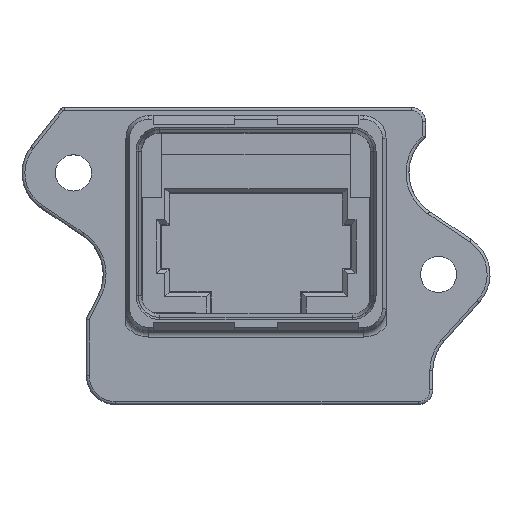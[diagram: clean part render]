
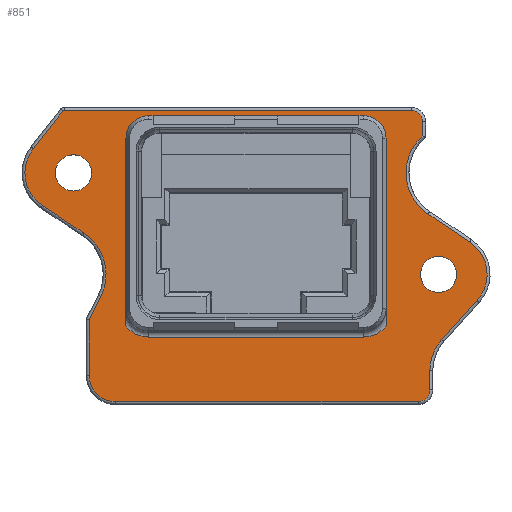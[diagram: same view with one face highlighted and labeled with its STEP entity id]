
A CAD part, top view. The second image highlights one B-rep face of the part: STEP entity #851.
In plain terms, the highlighted planar face has unit normal (0, 0, 1).
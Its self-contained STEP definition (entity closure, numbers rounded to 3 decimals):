
#171=FACE_BOUND('',#2377,.T.);
#172=FACE_BOUND('',#2378,.T.);
#173=FACE_BOUND('',#2379,.T.);
#174=FACE_BOUND('',#2380,.T.);
#355=CIRCLE('',#10861,1.25);
#357=CIRCLE('',#10864,1.25);
#400=CIRCLE('',#10952,1.55);
#406=CIRCLE('',#10963,1.55);
#407=CIRCLE('',#10965,1.95);
#408=CIRCLE('',#10966,1.95);
#409=CIRCLE('',#10967,0.8);
#410=CIRCLE('',#10968,0.1);
#411=CIRCLE('',#10969,2.7);
#412=CIRCLE('',#10970,3.4);
#413=CIRCLE('',#10971,1.8);
#414=CIRCLE('',#10972,0.8);
#415=CIRCLE('',#10973,3.2);
#416=CIRCLE('',#10974,2.7);
#417=CIRCLE('',#10975,3.4);
#851=ADVANCED_FACE('',(#171,#172,#173,#174),#1344,.F.);
#1344=PLANE('',#10976);
#2377=EDGE_LOOP('',(#4684));
#2378=EDGE_LOOP('',(#4685));
#2379=EDGE_LOOP('',(#4686,#4687,#4688,#4689,#4690,#4691,#4692,#4693));
#2380=EDGE_LOOP('',(#4694,#4695,#4696,#4697,#4698,#4699,#4700,#4701,#4702,
#4703,#4704,#4705,#4706,#4707,#4708,#4709,#4710,#4711,#4712));
#4684=ORIENTED_EDGE('',*,*,#7375,.F.);
#4685=ORIENTED_EDGE('',*,*,#7377,.F.);
#4686=ORIENTED_EDGE('',*,*,#7634,.T.);
#4687=ORIENTED_EDGE('',*,*,#7646,.T.);
#4688=ORIENTED_EDGE('',*,*,#7647,.T.);
#4689=ORIENTED_EDGE('',*,*,#7648,.T.);
#4690=ORIENTED_EDGE('',*,*,#7640,.T.);
#4691=ORIENTED_EDGE('',*,*,#7645,.T.);
#4692=ORIENTED_EDGE('',*,*,#7555,.T.);
#4693=ORIENTED_EDGE('',*,*,#7630,.T.);
#4694=ORIENTED_EDGE('',*,*,#7649,.T.);
#4695=ORIENTED_EDGE('',*,*,#7650,.T.);
#4696=ORIENTED_EDGE('',*,*,#7651,.T.);
#4697=ORIENTED_EDGE('',*,*,#7652,.T.);
#4698=ORIENTED_EDGE('',*,*,#7653,.T.);
#4699=ORIENTED_EDGE('',*,*,#7654,.T.);
#4700=ORIENTED_EDGE('',*,*,#7655,.T.);
#4701=ORIENTED_EDGE('',*,*,#7656,.T.);
#4702=ORIENTED_EDGE('',*,*,#7657,.T.);
#4703=ORIENTED_EDGE('',*,*,#7658,.T.);
#4704=ORIENTED_EDGE('',*,*,#7659,.T.);
#4705=ORIENTED_EDGE('',*,*,#7660,.T.);
#4706=ORIENTED_EDGE('',*,*,#7661,.T.);
#4707=ORIENTED_EDGE('',*,*,#7662,.T.);
#4708=ORIENTED_EDGE('',*,*,#7663,.T.);
#4709=ORIENTED_EDGE('',*,*,#7664,.T.);
#4710=ORIENTED_EDGE('',*,*,#7665,.T.);
#4711=ORIENTED_EDGE('',*,*,#7666,.T.);
#4712=ORIENTED_EDGE('',*,*,#7667,.T.);
#6112=VERTEX_POINT('',#15825);
#6114=VERTEX_POINT('',#15830);
#6263=VERTEX_POINT('',#16186);
#6264=VERTEX_POINT('',#16188);
#6328=VERTEX_POINT('',#16335);
#6331=VERTEX_POINT('',#16346);
#6334=VERTEX_POINT('',#16359);
#6335=VERTEX_POINT('',#16360);
#6337=VERTEX_POINT('',#16373);
#6338=VERTEX_POINT('',#16375);
#6339=VERTEX_POINT('',#16378);
#6340=VERTEX_POINT('',#16379);
#6341=VERTEX_POINT('',#16381);
#6342=VERTEX_POINT('',#16383);
#6343=VERTEX_POINT('',#16385);
#6344=VERTEX_POINT('',#16387);
#6345=VERTEX_POINT('',#16389);
#6346=VERTEX_POINT('',#16391);
#6347=VERTEX_POINT('',#16393);
#6348=VERTEX_POINT('',#16395);
#6349=VERTEX_POINT('',#16397);
#6350=VERTEX_POINT('',#16399);
#6351=VERTEX_POINT('',#16401);
#6352=VERTEX_POINT('',#16403);
#6353=VERTEX_POINT('',#16405);
#6354=VERTEX_POINT('',#16407);
#6355=VERTEX_POINT('',#16409);
#6356=VERTEX_POINT('',#16411);
#6357=VERTEX_POINT('',#16413);
#7375=EDGE_CURVE('',#6112,#6112,#355,.T.);
#7377=EDGE_CURVE('',#6114,#6114,#357,.T.);
#7555=EDGE_CURVE('',#6264,#6263,#8909,.T.);
#7630=EDGE_CURVE('',#6263,#6328,#400,.T.);
#7634=EDGE_CURVE('',#6328,#6331,#8975,.T.);
#7640=EDGE_CURVE('',#6334,#6335,#8977,.T.);
#7645=EDGE_CURVE('',#6335,#6264,#406,.T.);
#7646=EDGE_CURVE('',#6331,#6337,#407,.T.);
#7647=EDGE_CURVE('',#6337,#6338,#8980,.T.);
#7648=EDGE_CURVE('',#6338,#6334,#408,.T.);
#7649=EDGE_CURVE('',#6339,#6340,#409,.T.);
#7650=EDGE_CURVE('',#6340,#6341,#8981,.T.);
#7651=EDGE_CURVE('',#6341,#6342,#410,.T.);
#7652=EDGE_CURVE('',#6342,#6343,#8982,.T.);
#7653=EDGE_CURVE('',#6343,#6344,#411,.T.);
#7654=EDGE_CURVE('',#6344,#6345,#8983,.T.);
#7655=EDGE_CURVE('',#6345,#6346,#412,.T.);
#7656=EDGE_CURVE('',#6346,#6347,#8984,.T.);
#7657=EDGE_CURVE('',#6347,#6348,#8985,.T.);
#7658=EDGE_CURVE('',#6348,#6349,#413,.T.);
#7659=EDGE_CURVE('',#6349,#6350,#8986,.T.);
#7660=EDGE_CURVE('',#6350,#6351,#414,.T.);
#7661=EDGE_CURVE('',#6351,#6352,#8987,.T.);
#7662=EDGE_CURVE('',#6352,#6353,#415,.T.);
#7663=EDGE_CURVE('',#6353,#6354,#8988,.T.);
#7664=EDGE_CURVE('',#6354,#6355,#416,.T.);
#7665=EDGE_CURVE('',#6355,#6356,#8989,.T.);
#7666=EDGE_CURVE('',#6356,#6357,#417,.T.);
#7667=EDGE_CURVE('',#6357,#6339,#8990,.T.);
#8909=LINE('',#16187,#10150);
#8975=LINE('',#16347,#10216);
#8977=LINE('',#16358,#10218);
#8980=LINE('',#16374,#10221);
#8981=LINE('',#16380,#10222);
#8982=LINE('',#16384,#10223);
#8983=LINE('',#16388,#10224);
#8984=LINE('',#16392,#10225);
#8985=LINE('',#16394,#10226);
#8986=LINE('',#16398,#10227);
#8987=LINE('',#16402,#10228);
#8988=LINE('',#16406,#10229);
#8989=LINE('',#16410,#10230);
#8990=LINE('',#16414,#10231);
#10150=VECTOR('',#13134,1.);
#10216=VECTOR('',#13244,1.);
#10218=VECTOR('',#13260,1.);
#10221=VECTOR('',#13273,1.);
#10222=VECTOR('',#13278,1.);
#10223=VECTOR('',#13281,1.);
#10224=VECTOR('',#13284,1.);
#10225=VECTOR('',#13287,1.);
#10226=VECTOR('',#13288,1.);
#10227=VECTOR('',#13291,1.);
#10228=VECTOR('',#13294,1.);
#10229=VECTOR('',#13297,1.);
#10230=VECTOR('',#13300,1.);
#10231=VECTOR('',#13303,1.);
#10861=AXIS2_PLACEMENT_3D('',#15824,#12852,#12853);
#10864=AXIS2_PLACEMENT_3D('',#15829,#12858,#12859);
#10952=AXIS2_PLACEMENT_3D('',#16336,#13238,#13239);
#10963=AXIS2_PLACEMENT_3D('',#16370,#13267,#13268);
#10965=AXIS2_PLACEMENT_3D('',#16372,#13271,#13272);
#10966=AXIS2_PLACEMENT_3D('',#16376,#13274,#13275);
#10967=AXIS2_PLACEMENT_3D('',#16377,#13276,#13277);
#10968=AXIS2_PLACEMENT_3D('',#16382,#13279,#13280);
#10969=AXIS2_PLACEMENT_3D('',#16386,#13282,#13283);
#10970=AXIS2_PLACEMENT_3D('',#16390,#13285,#13286);
#10971=AXIS2_PLACEMENT_3D('',#16396,#13289,#13290);
#10972=AXIS2_PLACEMENT_3D('',#16400,#13292,#13293);
#10973=AXIS2_PLACEMENT_3D('',#16404,#13295,#13296);
#10974=AXIS2_PLACEMENT_3D('',#16408,#13298,#13299);
#10975=AXIS2_PLACEMENT_3D('',#16412,#13301,#13302);
#10976=AXIS2_PLACEMENT_3D('',#16415,#13304,#13305);
#12852=DIRECTION('',(0.,0.,1.));
#12853=DIRECTION('',(-1.,0.,0.));
#12858=DIRECTION('',(0.,0.,1.));
#12859=DIRECTION('',(-1.,0.,0.));
#13134=DIRECTION('',(1.,0.,0.));
#13238=DIRECTION('',(0.,0.,-1.));
#13239=DIRECTION('',(-1.,0.,0.));
#13244=DIRECTION('',(0.,-1.,0.));
#13260=DIRECTION('',(0.,1.,0.));
#13267=DIRECTION('',(0.,0.,-1.));
#13268=DIRECTION('',(-1.,0.,0.));
#13271=DIRECTION('',(0.,0.,-1.));
#13272=DIRECTION('',(-1.,0.,0.));
#13273=DIRECTION('',(-1.,0.,0.));
#13274=DIRECTION('',(0.,0.,-1.));
#13275=DIRECTION('',(-1.,0.,0.));
#13276=DIRECTION('',(0.,0.,1.));
#13277=DIRECTION('',(-1.,0.,0.));
#13278=DIRECTION('',(-1.,0.,0.));
#13279=DIRECTION('',(0.,0.,1.));
#13280=DIRECTION('',(-1.,0.,0.));
#13281=DIRECTION('',(-0.616,-0.788,0.));
#13282=DIRECTION('',(0.,0.,1.));
#13283=DIRECTION('',(-1.,0.,0.));
#13284=DIRECTION('',(0.832,-0.555,0.));
#13285=DIRECTION('',(0.,0.,-1.));
#13286=DIRECTION('',(-1.,0.,0.));
#13287=DIRECTION('',(-0.446,-0.895,0.));
#13288=DIRECTION('',(0.,-1.,0.));
#13289=DIRECTION('',(0.,0.,1.));
#13290=DIRECTION('',(-1.,0.,0.));
#13291=DIRECTION('',(1.,0.,0.));
#13292=DIRECTION('',(0.,0.,1.));
#13293=DIRECTION('',(-1.,0.,0.));
#13294=DIRECTION('',(0.,1.,0.));
#13295=DIRECTION('',(0.,0.,-1.));
#13296=DIRECTION('',(-1.,0.,0.));
#13297=DIRECTION('',(0.669,0.743,0.));
#13298=DIRECTION('',(0.,0.,1.));
#13299=DIRECTION('',(-1.,0.,0.));
#13300=DIRECTION('',(-0.832,0.555,0.));
#13301=DIRECTION('',(0.,0.,-1.));
#13302=DIRECTION('',(-1.,0.,0.));
#13303=DIRECTION('',(0.,1.,0.));
#13304=DIRECTION('',(0.,0.,-1.));
#13305=DIRECTION('',(-1.,0.,0.));
#15824=CARTESIAN_POINT('',(-12.6,3.5,-0.45));
#15825=CARTESIAN_POINT('',(-13.85,3.5,-0.45));
#15829=CARTESIAN_POINT('',(12.6,-3.5,-0.45));
#15830=CARTESIAN_POINT('',(11.35,-3.5,-0.45));
#16186=CARTESIAN_POINT('',(7.425,7.425,-0.45));
#16187=CARTESIAN_POINT('',(-7.425,7.425,-0.45));
#16188=CARTESIAN_POINT('',(-7.425,7.425,-0.45));
#16335=CARTESIAN_POINT('',(8.975,5.875,-0.45));
#16336=CARTESIAN_POINT('',(7.425,5.875,-0.45));
#16346=CARTESIAN_POINT('',(8.975,-7.058,-0.45));
#16347=CARTESIAN_POINT('',(8.975,5.875,-0.45));
#16358=CARTESIAN_POINT('',(-8.975,-5.875,-0.45));
#16359=CARTESIAN_POINT('',(-8.975,-7.058,-0.45));
#16360=CARTESIAN_POINT('',(-8.975,5.875,-0.45));
#16370=CARTESIAN_POINT('',(-7.425,5.875,-0.45));
#16372=CARTESIAN_POINT('',(7.425,-5.875,-0.45));
#16373=CARTESIAN_POINT('',(7.425,-7.825,-0.45));
#16374=CARTESIAN_POINT('',(-7.425,-7.825,-0.45));
#16375=CARTESIAN_POINT('',(-7.425,-7.825,-0.45));
#16376=CARTESIAN_POINT('',(-7.425,-5.875,-0.45));
#16377=CARTESIAN_POINT('',(10.7,7.02,-0.45));
#16378=CARTESIAN_POINT('',(11.5,7.02,-0.45));
#16379=CARTESIAN_POINT('',(10.7,7.82,-0.45));
#16380=CARTESIAN_POINT('',(-13.25,7.82,-0.45));
#16381=CARTESIAN_POINT('',(-13.25,7.82,-0.45));
#16382=CARTESIAN_POINT('',(-13.25,7.72,-0.45));
#16383=CARTESIAN_POINT('',(-13.329,7.782,-0.45));
#16384=CARTESIAN_POINT('',(-13.329,7.782,-0.45));
#16385=CARTESIAN_POINT('',(-15.377,5.164,-0.45));
#16386=CARTESIAN_POINT('',(-13.25,3.5,-0.45));
#16387=CARTESIAN_POINT('',(-14.749,1.254,-0.45));
#16388=CARTESIAN_POINT('',(-16.697,2.555,-0.45));
#16389=CARTESIAN_POINT('',(-11.863,-0.672,-0.45));
#16390=CARTESIAN_POINT('',(-13.75,-3.5,-0.45));
#16391=CARTESIAN_POINT('',(-10.707,-5.017,-0.45));
#16392=CARTESIAN_POINT('',(-6.127,4.168,-0.45));
#16393=CARTESIAN_POINT('',(-11.51,-6.627,-0.45));
#16394=CARTESIAN_POINT('',(-11.51,7.72,-0.45));
#16395=CARTESIAN_POINT('',(-11.51,-10.48,-0.45));
#16396=CARTESIAN_POINT('',(-9.71,-10.48,-0.45));
#16397=CARTESIAN_POINT('',(-9.71,-12.28,-0.45));
#16398=CARTESIAN_POINT('',(-13.25,-12.28,-0.45));
#16399=CARTESIAN_POINT('',(11.2,-12.28,-0.45));
#16400=CARTESIAN_POINT('',(11.2,-11.48,-0.45));
#16401=CARTESIAN_POINT('',(12.,-11.48,-0.45));
#16402=CARTESIAN_POINT('',(12.,7.72,-0.45));
#16403=CARTESIAN_POINT('',(12.,-10.152,-0.45));
#16404=CARTESIAN_POINT('',(15.2,-10.152,-0.45));
#16405=CARTESIAN_POINT('',(12.822,-8.01,-0.45));
#16406=CARTESIAN_POINT('',(8.971,-12.288,-0.45));
#16407=CARTESIAN_POINT('',(15.256,-5.307,-0.45));
#16408=CARTESIAN_POINT('',(13.25,-3.5,-0.45));
#16409=CARTESIAN_POINT('',(14.749,-1.254,-0.45));
#16410=CARTESIAN_POINT('',(-8.766,14.439,-0.45));
#16411=CARTESIAN_POINT('',(11.863,0.672,-0.45));
#16412=CARTESIAN_POINT('',(13.75,3.5,-0.45));
#16413=CARTESIAN_POINT('',(11.5,6.049,-0.45));
#16414=CARTESIAN_POINT('',(11.5,7.72,-0.45));
#16415=CARTESIAN_POINT('',(-13.25,7.72,-0.45));
